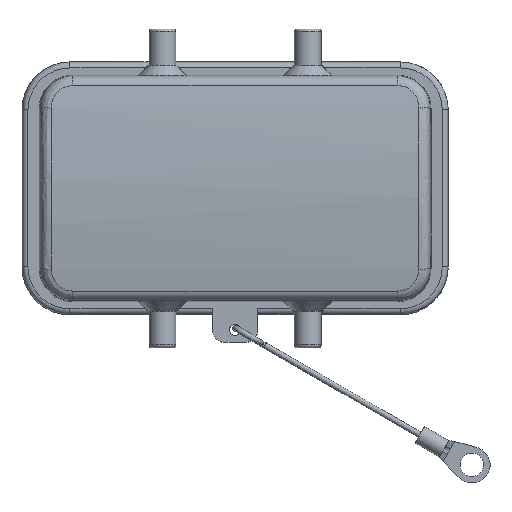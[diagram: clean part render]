
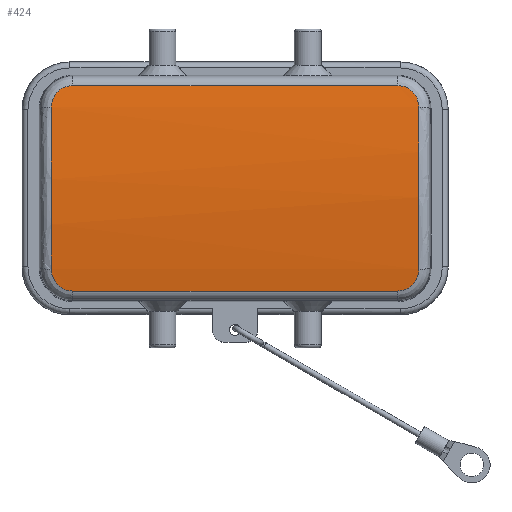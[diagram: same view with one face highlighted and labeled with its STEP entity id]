
A CAD part, top view. The second image highlights one B-rep face of the part: STEP entity #424.
In plain terms, the highlighted cylindrical face has radius 119.996 mm (diameter 239.991 mm), a partial arc.
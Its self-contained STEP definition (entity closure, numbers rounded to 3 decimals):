
#424=ADVANCED_FACE('',(#720),#621,.T.);
#621=CYLINDRICAL_SURFACE('',#4038,119.996);
#720=FACE_OUTER_BOUND('',#937,.T.);
#937=EDGE_LOOP('',(#1504,#1505,#1506,#1507,#1508,#1509,#1510,#1511));
#1150=B_SPLINE_CURVE_WITH_KNOTS('',3,(#5757,#5758,#5759,#5760,#5761,#5762,
#5763,#5764,#5765,#5766,#5767,#5768,#5769,#5770,#5771,#5772),
 .UNSPECIFIED.,.F.,.F.,(4,3,3,3,3,4),(0.,0.133,0.347,
0.563,0.781,1.),.UNSPECIFIED.);
#1153=B_SPLINE_CURVE_WITH_KNOTS('',3,(#5809,#5810,#5811,#5812,#5813,#5814,
#5815,#5816,#5817,#5818,#5819,#5820,#5821,#5822,#5823,#5824),
 .UNSPECIFIED.,.F.,.F.,(4,3,3,3,3,4),(0.,0.149,0.366,
0.579,0.79,1.),.UNSPECIFIED.);
#1167=B_SPLINE_CURVE_WITH_KNOTS('',3,(#6254,#6255,#6256,#6257,#6258,#6259,
#6260,#6261,#6262,#6263,#6264,#6265,#6266,#6267,#6268,#6269),
 .UNSPECIFIED.,.F.,.F.,(4,3,3,3,3,4),(0.,0.133,0.347,
0.563,0.781,1.),.UNSPECIFIED.);
#1168=B_SPLINE_CURVE_WITH_KNOTS('',3,(#6273,#6274,#6275,#6276,#6277,#6278,
#6279,#6280,#6281,#6282,#6283,#6284,#6285,#6286,#6287,#6288),
 .UNSPECIFIED.,.F.,.F.,(4,3,3,3,3,4),(0.,0.219,0.437,
0.653,0.867,1.),.UNSPECIFIED.);
#1241=ELLIPSE('',#3960,120.013,119.996);
#1242=ELLIPSE('',#4037,120.013,119.996);
#1504=ORIENTED_EDGE('',*,*,#2964,.T.);
#1505=ORIENTED_EDGE('',*,*,#2968,.T.);
#1506=ORIENTED_EDGE('',*,*,#2969,.T.);
#1507=ORIENTED_EDGE('',*,*,#2970,.T.);
#1508=ORIENTED_EDGE('',*,*,#2965,.T.);
#1509=ORIENTED_EDGE('',*,*,#2853,.T.);
#1510=ORIENTED_EDGE('',*,*,#2846,.T.);
#1511=ORIENTED_EDGE('',*,*,#2858,.T.);
#2476=VERTEX_POINT('',#5726);
#2479=VERTEX_POINT('',#5731);
#2484=VERTEX_POINT('',#5773);
#2487=VERTEX_POINT('',#5808);
#2559=VERTEX_POINT('',#6245);
#2560=VERTEX_POINT('',#6249);
#2562=VERTEX_POINT('',#6270);
#2563=VERTEX_POINT('',#6272);
#2846=EDGE_CURVE('',#2476,#2479,#1241,.T.);
#2853=EDGE_CURVE('',#2484,#2476,#1150,.T.);
#2858=EDGE_CURVE('',#2479,#2487,#1153,.T.);
#2964=EDGE_CURVE('',#2487,#2559,#3455,.T.);
#2965=EDGE_CURVE('',#2560,#2484,#3456,.T.);
#2968=EDGE_CURVE('',#2559,#2562,#1167,.T.);
#2969=EDGE_CURVE('',#2562,#2563,#1242,.T.);
#2970=EDGE_CURVE('',#2563,#2560,#1168,.T.);
#3455=LINE('',#6246,#3734);
#3456=LINE('',#6248,#3735);
#3734=VECTOR('',#4604,1.);
#3735=VECTOR('',#4607,1.);
#3960=AXIS2_PLACEMENT_3D('',#5732,#4398,#4399);
#4037=AXIS2_PLACEMENT_3D('',#6271,#4613,#4614);
#4038=AXIS2_PLACEMENT_3D('',#6289,#4615,#4616);
#4398=DIRECTION('',(1.,0.,-0.017));
#4399=DIRECTION('',(0.017,0.,1.));
#4604=DIRECTION('',(1.,0.,0.));
#4607=DIRECTION('',(-1.,0.,0.));
#4613=DIRECTION('',(-1.,0.,-0.017));
#4614=DIRECTION('',(0.017,0.,-1.));
#4615=DIRECTION('',(1.,0.,0.));
#4616=DIRECTION('',(0.,0.,-1.));
#5726=CARTESIAN_POINT('',(-32.863,16.931,16.62));
#5731=CARTESIAN_POINT('',(-32.863,-12.051,16.622));
#5732=CARTESIAN_POINT('',(-34.907,2.43,-102.496));
#5757=CARTESIAN_POINT('',(-29.049,20.819,16.082));
#5758=CARTESIAN_POINT('',(-29.32,20.819,16.082));
#5759=CARTESIAN_POINT('',(-29.593,20.789,16.087));
#5760=CARTESIAN_POINT('',(-29.858,20.731,16.096));
#5761=CARTESIAN_POINT('',(-30.278,20.638,16.11));
#5762=CARTESIAN_POINT('',(-30.687,20.47,16.136));
#5763=CARTESIAN_POINT('',(-31.05,20.242,16.17));
#5764=CARTESIAN_POINT('',(-31.418,20.011,16.205));
#5765=CARTESIAN_POINT('',(-31.75,19.713,16.249));
#5766=CARTESIAN_POINT('',(-32.019,19.373,16.297));
#5767=CARTESIAN_POINT('',(-32.29,19.031,16.346));
#5768=CARTESIAN_POINT('',(-32.505,18.637,16.401));
#5769=CARTESIAN_POINT('',(-32.647,18.225,16.455));
#5770=CARTESIAN_POINT('',(-32.79,17.812,16.51));
#5771=CARTESIAN_POINT('',(-32.864,17.369,16.567));
#5772=CARTESIAN_POINT('',(-32.863,16.931,16.62));
#5773=CARTESIAN_POINT('',(-29.049,20.819,16.082));
#5808=CARTESIAN_POINT('',(-29.049,-15.939,16.085));
#5809=CARTESIAN_POINT('',(-32.863,-12.051,16.622));
#5810=CARTESIAN_POINT('',(-32.863,-12.352,16.586));
#5811=CARTESIAN_POINT('',(-32.829,-12.654,16.548));
#5812=CARTESIAN_POINT('',(-32.761,-12.947,16.51));
#5813=CARTESIAN_POINT('',(-32.664,-13.369,16.455));
#5814=CARTESIAN_POINT('',(-32.494,-13.781,16.4));
#5815=CARTESIAN_POINT('',(-32.263,-14.148,16.349));
#5816=CARTESIAN_POINT('',(-32.036,-14.509,16.298));
#5817=CARTESIAN_POINT('',(-31.745,-14.837,16.251));
#5818=CARTESIAN_POINT('',(-31.411,-15.105,16.211));
#5819=CARTESIAN_POINT('',(-31.081,-15.37,16.172));
#5820=CARTESIAN_POINT('',(-30.7,-15.583,16.14));
#5821=CARTESIAN_POINT('',(-30.3,-15.724,16.118));
#5822=CARTESIAN_POINT('',(-29.902,-15.865,16.097));
#5823=CARTESIAN_POINT('',(-29.472,-15.939,16.085));
#5824=CARTESIAN_POINT('',(-29.049,-15.939,16.085));
#6245=CARTESIAN_POINT('',(29.049,-15.939,16.085));
#6246=CARTESIAN_POINT('',(-56.078,-15.939,16.085));
#6248=CARTESIAN_POINT('',(-56.078,20.819,16.082));
#6249=CARTESIAN_POINT('',(29.049,20.819,16.082));
#6254=CARTESIAN_POINT('',(29.049,-15.939,16.085));
#6255=CARTESIAN_POINT('',(29.32,-15.939,16.085));
#6256=CARTESIAN_POINT('',(29.593,-15.909,16.09));
#6257=CARTESIAN_POINT('',(29.858,-15.85,16.099));
#6258=CARTESIAN_POINT('',(30.278,-15.758,16.113));
#6259=CARTESIAN_POINT('',(30.687,-15.59,16.139));
#6260=CARTESIAN_POINT('',(31.05,-15.362,16.173));
#6261=CARTESIAN_POINT('',(31.418,-15.131,16.208));
#6262=CARTESIAN_POINT('',(31.75,-14.832,16.252));
#6263=CARTESIAN_POINT('',(32.019,-14.493,16.3));
#6264=CARTESIAN_POINT('',(32.29,-14.15,16.349));
#6265=CARTESIAN_POINT('',(32.505,-13.757,16.403));
#6266=CARTESIAN_POINT('',(32.647,-13.345,16.458));
#6267=CARTESIAN_POINT('',(32.79,-12.932,16.513));
#6268=CARTESIAN_POINT('',(32.864,-12.488,16.569));
#6269=CARTESIAN_POINT('',(32.863,-12.051,16.622));
#6270=CARTESIAN_POINT('',(32.863,-12.051,16.622));
#6271=CARTESIAN_POINT('',(34.907,2.43,-102.496));
#6272=CARTESIAN_POINT('',(32.863,16.931,16.62));
#6273=CARTESIAN_POINT('',(32.863,16.931,16.62));
#6274=CARTESIAN_POINT('',(32.864,17.369,16.567));
#6275=CARTESIAN_POINT('',(32.79,17.812,16.51));
#6276=CARTESIAN_POINT('',(32.647,18.225,16.455));
#6277=CARTESIAN_POINT('',(32.505,18.637,16.401));
#6278=CARTESIAN_POINT('',(32.29,19.031,16.346));
#6279=CARTESIAN_POINT('',(32.019,19.373,16.297));
#6280=CARTESIAN_POINT('',(31.75,19.713,16.249));
#6281=CARTESIAN_POINT('',(31.418,20.011,16.205));
#6282=CARTESIAN_POINT('',(31.05,20.242,16.17));
#6283=CARTESIAN_POINT('',(30.687,20.47,16.136));
#6284=CARTESIAN_POINT('',(30.278,20.638,16.11));
#6285=CARTESIAN_POINT('',(29.858,20.731,16.096));
#6286=CARTESIAN_POINT('',(29.593,20.789,16.087));
#6287=CARTESIAN_POINT('',(29.32,20.819,16.082));
#6288=CARTESIAN_POINT('',(29.049,20.819,16.082));
#6289=CARTESIAN_POINT('',(-56.078,2.43,-102.496));
